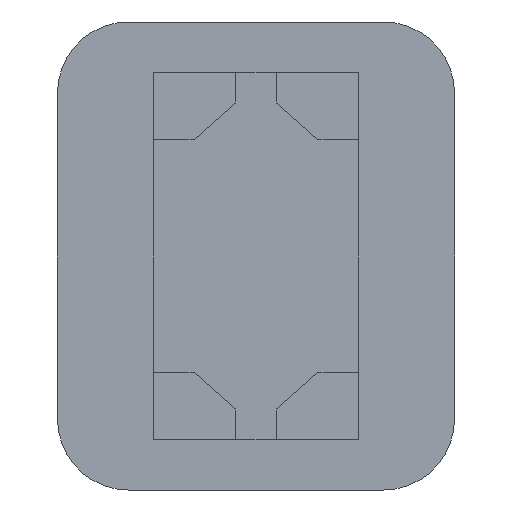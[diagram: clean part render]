
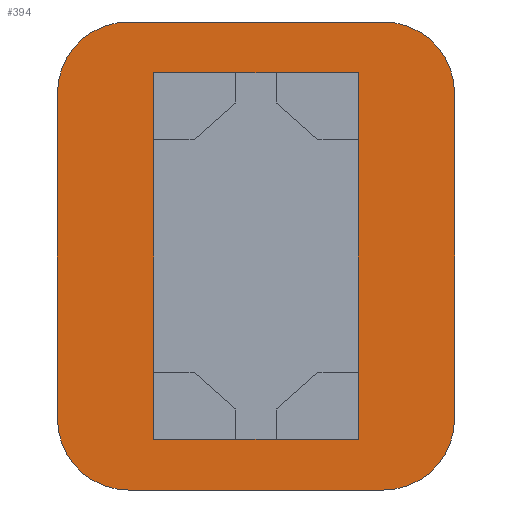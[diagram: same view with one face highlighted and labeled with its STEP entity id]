
A CAD part, front view. The second image highlights one B-rep face of the part: STEP entity #394.
In plain terms, the highlighted planar face has unit normal (0, -1, 0).
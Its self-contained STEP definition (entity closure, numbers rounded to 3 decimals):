
#258 = VERTEX_POINT ( 'NONE', #607 ) ;
#260 = EDGE_CURVE ( 'NONE', #265, #258, #599, .T. ) ;
#265 = VERTEX_POINT ( 'NONE', #591 ) ;
#313 = EDGE_CURVE ( 'NONE', #320, #321, #744, .T. ) ;
#314 = VERTEX_POINT ( 'NONE', #719 ) ;
#316 = EDGE_CURVE ( 'NONE', #337, #314, #687, .T. ) ;
#320 = VERTEX_POINT ( 'NONE', #793 ) ;
#321 = VERTEX_POINT ( 'NONE', #749 ) ;
#332 = VERTEX_POINT ( 'NONE', #825 ) ;
#333 = EDGE_CURVE ( 'NONE', #332, #265, #819, .T. ) ;
#337 = VERTEX_POINT ( 'NONE', #822 ) ;
#338 = EDGE_CURVE ( 'NONE', #1464, #332, #811, .T. ) ;
#380 = EDGE_LOOP ( 'NONE', ( #381, #395, #397, #384, #440, #398, #402, #401 ) ) ;
#381 = ORIENTED_EDGE ( 'NONE', *, *, #447, .T. ) ;
#384 = ORIENTED_EDGE ( 'NONE', *, *, #316, .T. ) ;
#389 = EDGE_CURVE ( 'NONE', #456, #457, #927, .T. ) ;
#394 = ADVANCED_FACE ( 'NONE', ( #918, #948 ), #909, .T. ) ;
#395 = ORIENTED_EDGE ( 'NONE', *, *, #313, .T. ) ;
#397 = ORIENTED_EDGE ( 'NONE', *, *, #444, .T. ) ;
#398 = ORIENTED_EDGE ( 'NONE', *, *, #439, .T. ) ;
#399 = EDGE_CURVE ( 'NONE', #448, #456, #987, .T. ) ;
#400 = EDGE_LOOP ( 'NONE', ( #475, #474, #477, #403 ) ) ;
#401 = ORIENTED_EDGE ( 'NONE', *, *, #389, .T. ) ;
#402 = ORIENTED_EDGE ( 'NONE', *, *, #399, .T. ) ;
#403 = ORIENTED_EDGE ( 'NONE', *, *, #1462, .T. ) ;
#439 = EDGE_CURVE ( 'NONE', #466, #448, #1082, .T. ) ;
#440 = ORIENTED_EDGE ( 'NONE', *, *, #445, .T. ) ;
#444 = EDGE_CURVE ( 'NONE', #321, #337, #1139, .T. ) ;
#445 = EDGE_CURVE ( 'NONE', #314, #466, #1130, .T. ) ;
#447 = EDGE_CURVE ( 'NONE', #457, #320, #1124, .T. ) ;
#448 = VERTEX_POINT ( 'NONE', #1137 ) ;
#456 = VERTEX_POINT ( 'NONE', #1180 ) ;
#457 = VERTEX_POINT ( 'NONE', #1169 ) ;
#466 = VERTEX_POINT ( 'NONE', #1207 ) ;
#474 = ORIENTED_EDGE ( 'NONE', *, *, #333, .T. ) ;
#475 = ORIENTED_EDGE ( 'NONE', *, *, #338, .T. ) ;
#477 = ORIENTED_EDGE ( 'NONE', *, *, #260, .T. ) ;
#591 = CARTESIAN_POINT ( 'NONE',  ( 1.285, 1.09, 2.3 ) ) ;
#596 = DIRECTION ( 'NONE',  ( 0., 0., -1. ) ) ;
#597 = VECTOR ( 'NONE', #596, 1000. ) ;
#598 = CARTESIAN_POINT ( 'NONE',  ( 1.285, 1.09, 0. ) ) ;
#599 = LINE ( 'NONE', #598, #597 ) ;
#607 = CARTESIAN_POINT ( 'NONE',  ( 1.285, 1.09, -2.3 ) ) ;
#687 = CIRCLE ( 'NONE', #770, 0.89 ) ;
#718 = CARTESIAN_POINT ( 'NONE',  ( -1.6, 1.09, -2.045 ) ) ;
#719 = CARTESIAN_POINT ( 'NONE',  ( -1.6, 1.09, -2.935 ) ) ;
#720 = DIRECTION ( 'NONE',  ( 0., -1., 0. ) ) ;
#721 = CARTESIAN_POINT ( 'NONE',  ( -1.6, 1.09, 2.045 ) ) ;
#731 = AXIS2_PLACEMENT_3D ( 'NONE', #721, #720, #771 ) ;
#744 = CIRCLE ( 'NONE', #731, 0.89 ) ;
#749 = CARTESIAN_POINT ( 'NONE',  ( -2.49, 1.09, 2.045 ) ) ;
#763 = DIRECTION ( 'NONE',  ( 0., 0., -1. ) ) ;
#764 = DIRECTION ( 'NONE',  ( 0., -1., 0. ) ) ;
#770 = AXIS2_PLACEMENT_3D ( 'NONE', #718, #764, #763 ) ;
#771 = DIRECTION ( 'NONE',  ( 0., 0., -1. ) ) ;
#793 = CARTESIAN_POINT ( 'NONE',  ( -1.6, 1.09, 2.935 ) ) ;
#808 = DIRECTION ( 'NONE',  ( 0., 0., 1. ) ) ;
#809 = VECTOR ( 'NONE', #808, 1000. ) ;
#810 = CARTESIAN_POINT ( 'NONE',  ( -1.285, 1.09, 0. ) ) ;
#811 = LINE ( 'NONE', #810, #809 ) ;
#816 = DIRECTION ( 'NONE',  ( 1., 0., 0. ) ) ;
#817 = VECTOR ( 'NONE', #816, 1000. ) ;
#818 = CARTESIAN_POINT ( 'NONE',  ( 0., 1.09, 2.3 ) ) ;
#819 = LINE ( 'NONE', #818, #817 ) ;
#822 = CARTESIAN_POINT ( 'NONE',  ( -2.49, 1.09, -2.045 ) ) ;
#825 = CARTESIAN_POINT ( 'NONE',  ( -1.285, 1.09, 2.3 ) ) ;
#909 = PLANE ( 'NONE',  #984 ) ;
#918 = FACE_OUTER_BOUND ( 'NONE', #380, .T. ) ;
#927 = CIRCLE ( 'NONE', #955, 0.89 ) ;
#945 = DIRECTION ( 'NONE',  ( 0., 0., -1. ) ) ;
#946 = DIRECTION ( 'NONE',  ( 0., -1., 0. ) ) ;
#947 = CARTESIAN_POINT ( 'NONE',  ( 1.6, 1.09, 2.045 ) ) ;
#948 = FACE_BOUND ( 'NONE', #400, .T. ) ;
#955 = AXIS2_PLACEMENT_3D ( 'NONE', #947, #946, #945 ) ;
#974 = DIRECTION ( 'NONE',  ( 0., 0., 1. ) ) ;
#975 = VECTOR ( 'NONE', #974, 1000. ) ;
#976 = CARTESIAN_POINT ( 'NONE',  ( 2.49, 1.09, -2.935 ) ) ;
#981 = DIRECTION ( 'NONE',  ( 0., 0., -1. ) ) ;
#982 = DIRECTION ( 'NONE',  ( 0., -1., 0. ) ) ;
#983 = CARTESIAN_POINT ( 'NONE',  ( 0., 1.09, 0. ) ) ;
#984 = AXIS2_PLACEMENT_3D ( 'NONE', #983, #982, #981 ) ;
#987 = LINE ( 'NONE', #976, #975 ) ;
#1082 = CIRCLE ( 'NONE', #1095, 0.89 ) ;
#1089 = CARTESIAN_POINT ( 'NONE',  ( 1.6, 1.09, -2.045 ) ) ;
#1095 = AXIS2_PLACEMENT_3D ( 'NONE', #1089, #1141, #1140 ) ;
#1120 = DIRECTION ( 'NONE',  ( -1., 0., 0. ) ) ;
#1121 = VECTOR ( 'NONE', #1120, 1000. ) ;
#1122 = CARTESIAN_POINT ( 'NONE',  ( -2.49, 1.09, 2.935 ) ) ;
#1124 = LINE ( 'NONE', #1122, #1121 ) ;
#1126 = DIRECTION ( 'NONE',  ( 1., 0., 0. ) ) ;
#1127 = VECTOR ( 'NONE', #1126, 1000. ) ;
#1128 = CARTESIAN_POINT ( 'NONE',  ( -2.49, 1.09, -2.935 ) ) ;
#1130 = LINE ( 'NONE', #1128, #1127 ) ;
#1131 = VECTOR ( 'NONE', #1147, 1000. ) ;
#1136 = CARTESIAN_POINT ( 'NONE',  ( -2.49, 1.09, -2.935 ) ) ;
#1137 = CARTESIAN_POINT ( 'NONE',  ( 2.49, 1.09, -2.045 ) ) ;
#1139 = LINE ( 'NONE', #1136, #1131 ) ;
#1140 = DIRECTION ( 'NONE',  ( 0., 0., -1. ) ) ;
#1141 = DIRECTION ( 'NONE',  ( 0., -1., 0. ) ) ;
#1147 = DIRECTION ( 'NONE',  ( 0., 0., -1. ) ) ;
#1169 = CARTESIAN_POINT ( 'NONE',  ( 1.6, 1.09, 2.935 ) ) ;
#1180 = CARTESIAN_POINT ( 'NONE',  ( 2.49, 1.09, 2.045 ) ) ;
#1207 = CARTESIAN_POINT ( 'NONE',  ( 1.6, 1.09, -2.935 ) ) ;
#1394 = DIRECTION ( 'NONE',  ( -1., 0., 0. ) ) ;
#1395 = VECTOR ( 'NONE', #1394, 1000. ) ;
#1396 = CARTESIAN_POINT ( 'NONE',  ( 0., 1.09, -2.3 ) ) ;
#1397 = LINE ( 'NONE', #1396, #1395 ) ;
#1414 = CARTESIAN_POINT ( 'NONE',  ( -1.285, 1.09, -2.3 ) ) ;
#1462 = EDGE_CURVE ( 'NONE', #258, #1464, #1397, .T. ) ;
#1464 = VERTEX_POINT ( 'NONE', #1414 ) ;
